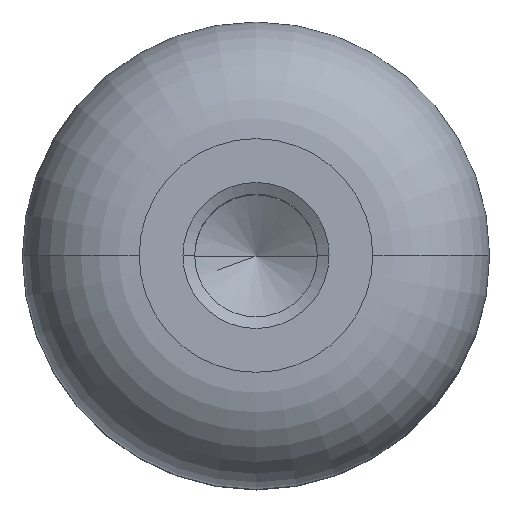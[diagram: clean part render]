
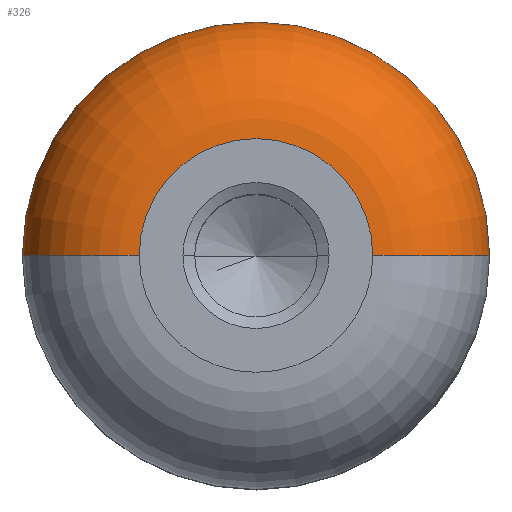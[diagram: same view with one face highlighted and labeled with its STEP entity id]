
A CAD part, top view. The second image highlights one B-rep face of the part: STEP entity #326.
In plain terms, the highlighted toroidal (fillet/blend) face has major radius 4 mm and minor radius 4 mm.
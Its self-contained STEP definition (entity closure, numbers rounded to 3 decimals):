
#164=EDGE_CURVE('',#358,#212,#412,.T.);
#190=EDGE_CURVE('',#274,#358,#444,.T.);
#212=VERTEX_POINT('',#470);
#242=EDGE_CURVE('',#212,#304,#505,.T.);
#274=VERTEX_POINT('',#542);
#304=VERTEX_POINT('',#574);
#316=EDGE_CURVE('',#274,#304,#586,.T.);
#326=ADVANCED_FACE('',(#599),#600,.T.);
#358=VERTEX_POINT('',#633);
#412=CIRCLE('',#682,8.);
#444=CIRCLE('',#722,4.0);
#470=CARTESIAN_POINT('',(-8.,0.,12.));
#505=CIRCLE('',#805,4.0);
#542=CARTESIAN_POINT('',(4.,0.,16.));
#574=CARTESIAN_POINT('',(-4.,0.,16.));
#586=CIRCLE('',#909,4.);
#599=FACE_OUTER_BOUND('',#923,.T.);
#600=TOROIDAL_SURFACE('',#924,4.,4.0);
#633=CARTESIAN_POINT('',(8.,0.,12.));
#682=AXIS2_PLACEMENT_3D('',#1022,#1023,#1024);
#722=AXIS2_PLACEMENT_3D('',#1081,#1082,#1083);
#805=AXIS2_PLACEMENT_3D('',#1179,#1180,#1181);
#909=AXIS2_PLACEMENT_3D('',#1259,#1260,#1261);
#923=EDGE_LOOP('',(#1290,#1291,#1292,#1293));
#924=AXIS2_PLACEMENT_3D('',#1294,#1295,#1296);
#1022=CARTESIAN_POINT('',(0.0,0.,12.));
#1023=DIRECTION('',(0.0,0.0,1.0));
#1024=DIRECTION('',(-1.0,0.,0.0));
#1081=CARTESIAN_POINT('',(4.,0.,12.));
#1082=DIRECTION('',(0.,1.0,0.0));
#1083=DIRECTION('',(1.0,0.,0.0));
#1179=CARTESIAN_POINT('',(-4.,0.,12.));
#1180=DIRECTION('',(0.,1.0,-0.0));
#1181=DIRECTION('',(-1.0,0.,0.0));
#1259=CARTESIAN_POINT('',(0.0,0.,16.));
#1260=DIRECTION('',(0.0,0.0,1.0));
#1261=DIRECTION('',(-1.0,0.,0.0));
#1290=ORIENTED_EDGE('',*,*,#242,.T.);
#1291=ORIENTED_EDGE('',*,*,#316,.F.);
#1292=ORIENTED_EDGE('',*,*,#190,.T.);
#1293=ORIENTED_EDGE('',*,*,#164,.T.);
#1294=CARTESIAN_POINT('',(0.0,0.,12.));
#1295=DIRECTION('',(0.0,0.0,1.0));
#1296=DIRECTION('',(-1.0,0.,0.0));
